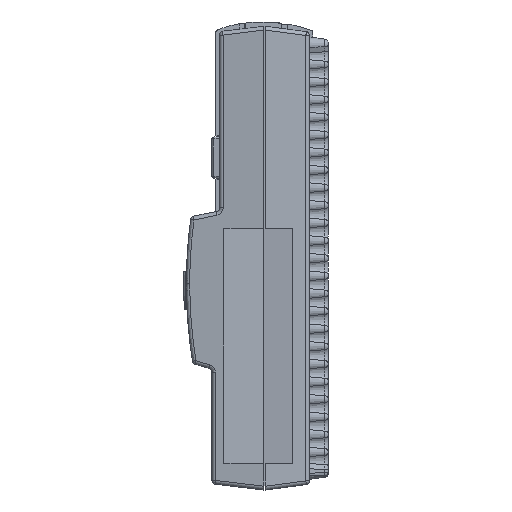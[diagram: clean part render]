
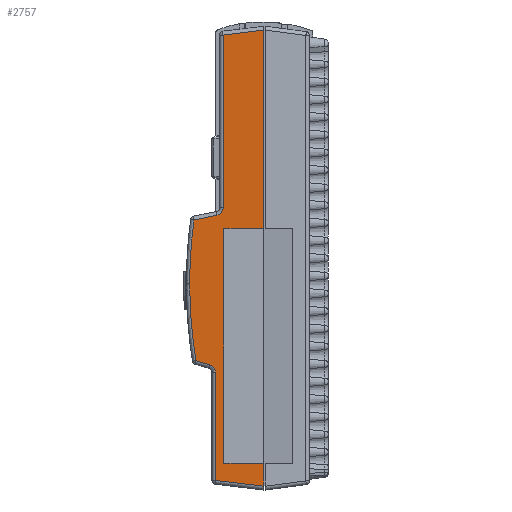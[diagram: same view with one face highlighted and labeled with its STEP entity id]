
A CAD part, left-side view. The second image highlights one B-rep face of the part: STEP entity #2757.
In plain terms, the highlighted planar face has unit normal (-0.995, 0.098, 0).
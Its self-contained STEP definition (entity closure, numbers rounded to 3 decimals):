
#2757=ADVANCED_FACE('0:87265',(#5515),#5516,.F.);
#5515=FACE_OUTER_BOUND('',#9632,.T.);
#5516=PLANE('',#9633);
#9632=EDGE_LOOP('',(#17535,#17536,#17537,#17538,#17539,#17540,#17541,#17542,#17543,#17544,#17545,#17546,#17547,#17548,#17549));
#9633=AXIS2_PLACEMENT_3D('',#17550,#17551,#17552);
#17535=ORIENTED_EDGE('',*,*,#21201,.T.);
#17536=ORIENTED_EDGE('',*,*,#20800,.F.);
#17537=ORIENTED_EDGE('',*,*,#21187,.T.);
#17538=ORIENTED_EDGE('',*,*,#21185,.T.);
#17539=ORIENTED_EDGE('',*,*,#21183,.F.);
#17540=ORIENTED_EDGE('',*,*,#21180,.T.);
#17541=ORIENTED_EDGE('',*,*,#21177,.T.);
#17542=ORIENTED_EDGE('',*,*,#21174,.T.);
#17543=ORIENTED_EDGE('',*,*,#21172,.T.);
#17544=ORIENTED_EDGE('',*,*,#21169,.F.);
#17545=ORIENTED_EDGE('',*,*,#21166,.T.);
#17546=ORIENTED_EDGE('',*,*,#21164,.T.);
#17547=ORIENTED_EDGE('',*,*,#21161,.F.);
#17548=ORIENTED_EDGE('',*,*,#21198,.T.);
#17549=ORIENTED_EDGE('',*,*,#21202,.T.);
#17550=CARTESIAN_POINT('',(-57.765,6.91,-55.4));
#17551=DIRECTION('',(0.995,-0.098,0.0));
#17552=DIRECTION('',(0.0,0.0,-1.0));
#20800=EDGE_CURVE('0:88084',#25246,#25241,#25248,.T.);
#21161=EDGE_CURVE('0:88834',#25747,#25749,#25750,.T.);
#21164=EDGE_CURVE('0:88840',#25700,#25749,#25753,.T.);
#21166=EDGE_CURVE('0:88843',#25755,#25700,#25756,.T.);
#21169=EDGE_CURVE('0:88849',#25755,#25759,#25760,.T.);
#21172=EDGE_CURVE('0:88855',#25710,#25759,#25763,.T.);
#21174=EDGE_CURVE('0:88858',#25765,#25710,#25766,.T.);
#21177=EDGE_CURVE('0:88864',#25718,#25765,#25769,.T.);
#21180=EDGE_CURVE('0:88870',#25771,#25718,#25773,.T.);
#21183=EDGE_CURVE('0:88876',#25771,#25775,#25777,.T.);
#21185=EDGE_CURVE('0:88879',#25732,#25775,#25779,.T.);
#21187=EDGE_CURVE('0:88882',#25246,#25732,#25781,.T.);
#21198=EDGE_CURVE('0:88897',#25747,#25792,#25793,.T.);
#21201=EDGE_CURVE('0:88903',#25796,#25241,#25797,.F.);
#21202=EDGE_CURVE('0:88906',#25792,#25796,#25798,.T.);
#25241=VERTEX_POINT('',#31616);
#25246=VERTEX_POINT('NONE',#31624);
#25248=LINE('',#31626,#31627);
#25700=VERTEX_POINT('NONE',#32524);
#25710=VERTEX_POINT('NONE',#32536);
#25718=VERTEX_POINT('NONE',#32544);
#25732=VERTEX_POINT('NONE',#32562);
#25747=VERTEX_POINT('',#32579);
#25749=VERTEX_POINT('NONE',#32582);
#25750=LINE('',#32583,#32584);
#25753=LINE('',#32587,#32588);
#25755=VERTEX_POINT('NONE',#32590);
#25756=LINE('',#32591,#32592);
#25759=VERTEX_POINT('NONE',#32595);
#25760=ELLIPSE('',#32596,1.804,1.795);
#25763=LINE('',#32599,#32600);
#25765=VERTEX_POINT('NONE',#32602);
#25766=ELLIPSE('',#32603,113.658,113.107);
#25769=ELLIPSE('',#32606,113.658,113.107);
#25771=VERTEX_POINT('NONE',#32608);
#25773=LINE('',#32610,#32611);
#25775=VERTEX_POINT('NONE',#32613);
#25777=ELLIPSE('',#32615,1.804,1.795);
#25779=LINE('',#32617,#32618);
#25781=LINE('',#32620,#32621);
#25792=VERTEX_POINT('',#32636);
#25793=LINE('',#32637,#32638);
#25796=VERTEX_POINT('',#32642);
#25797=LINE('',#32643,#32644);
#25798=LINE('',#32645,#32646);
#31616=CARTESIAN_POINT('',(-57.765,6.91,6.06));
#31624=CARTESIAN_POINT('',(-57.765,6.91,52.765));
#31626=CARTESIAN_POINT('',(-57.765,6.91,53.658));
#31627=VECTOR('',#36877,0.);
#32524=CARTESIAN_POINT('',(-56.647,18.218,-53.15));
#32536=CARTESIAN_POINT('',(-56.193,22.809,-24.97));
#32544=CARTESIAN_POINT('',(-56.15,23.25,8.131));
#32562=CARTESIAN_POINT('',(-56.825,16.423,51.623));
#32579=CARTESIAN_POINT('',(-57.765,6.91,-49.118));
#32582=CARTESIAN_POINT('',(-57.765,6.91,-54.507));
#32583=CARTESIAN_POINT('',(-57.765,6.91,53.658));
#32584=VECTOR('',#37247,0.);
#32587=CARTESIAN_POINT('',(-57.776,6.805,-54.519));
#32588=VECTOR('',#37251,0.);
#32590=CARTESIAN_POINT('',(-56.647,18.218,-27.685));
#32591=CARTESIAN_POINT('',(-56.647,18.218,-53.946));
#32592=VECTOR('',#37252,0.);
#32595=CARTESIAN_POINT('',(-56.521,19.497,-25.966));
#32596=AXIS2_PLACEMENT_3D('',#37256,#37257,#37258);
#32599=CARTESIAN_POINT('',(-56.592,18.779,-26.182));
#32600=VECTOR('',#37262,0.);
#32602=CARTESIAN_POINT('',(-56.05,24.257,-6.928));
#32603=AXIS2_PLACEMENT_3D('',#37263,#37264,#37265);
#32606=AXIS2_PLACEMENT_3D('',#37269,#37270,#37271);
#32608=CARTESIAN_POINT('',(-56.682,17.866,9.208));
#32610=CARTESIAN_POINT('',(-56.096,23.793,8.023));
#32611=VECTOR('',#37275,0.);
#32613=CARTESIAN_POINT('',(-56.825,16.423,10.968));
#32615=AXIS2_PLACEMENT_3D('',#37279,#37280,#37281);
#32617=CARTESIAN_POINT('',(-56.825,16.423,10.233));
#32618=VECTOR('',#37282,0.);
#32620=CARTESIAN_POINT('',(-56.755,17.128,51.539));
#32621=VECTOR('',#37283,0.);
#32636=CARTESIAN_POINT('',(-56.844,16.228,-49.118));
#32637=CARTESIAN_POINT('',(-57.763,6.935,-49.118));
#32638=VECTOR('',#37288,0.001);
#32642=CARTESIAN_POINT('',(-56.844,16.228,6.06));
#32643=CARTESIAN_POINT('',(-57.763,6.935,6.06));
#32644=VECTOR('',#37290,0.001);
#32645=CARTESIAN_POINT('',(-56.844,16.228,-28.001));
#32646=VECTOR('',#37291,0.001);
#36877=DIRECTION('',(0.0,0.0,-1.0));
#37247=DIRECTION('',(0.0,0.0,-1.0));
#37251=DIRECTION('',(-0.098,-0.988,-0.119));
#37252=DIRECTION('',(0.0,0.0,-1.0));
#37256=CARTESIAN_POINT('',(-56.47,20.014,-27.685));
#37257=DIRECTION('',(-0.995,0.098,0.));
#37258=DIRECTION('',(-0.098,-0.995,0.));
#37262=DIRECTION('',(-0.094,-0.953,-0.287));
#37263=CARTESIAN_POINT('',(-67.233,-88.85,-6.928));
#37264=DIRECTION('',(-0.995,0.098,0.));
#37265=DIRECTION('',(-0.098,-0.995,0.));
#37269=CARTESIAN_POINT('',(-67.233,-88.85,-6.928));
#37270=DIRECTION('',(-0.995,0.098,0.));
#37271=DIRECTION('',(-0.098,-0.995,0.));
#37275=DIRECTION('',(0.097,0.976,-0.195));
#37279=CARTESIAN_POINT('',(-56.647,18.218,10.968));
#37280=DIRECTION('',(-0.995,0.098,0.));
#37281=DIRECTION('',(0.098,0.995,0.));
#37282=DIRECTION('',(0.0,0.0,-1.0));
#37283=DIRECTION('',(0.098,0.988,-0.119));
#37288=DIRECTION('',(0.098,0.995,0.0));
#37290=DIRECTION('',(0.098,0.995,-0.0));
#37291=DIRECTION('',(0.0,0.0,1.0));
